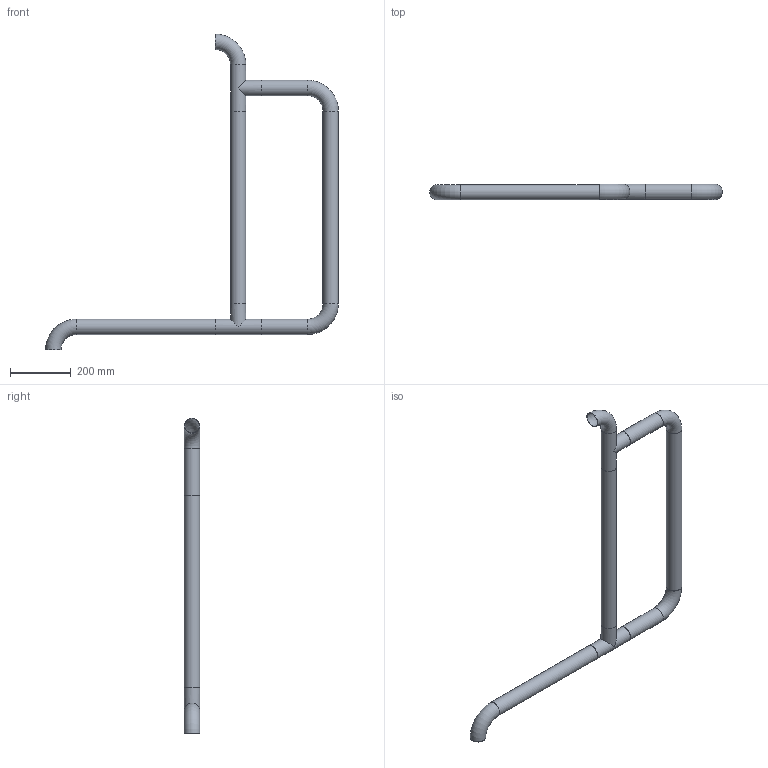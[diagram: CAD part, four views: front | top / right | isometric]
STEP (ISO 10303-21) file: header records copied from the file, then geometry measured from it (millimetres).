
FILE_DESCRIPTION(/* description */ ('Unknown'),/* implementation_level */ '2;1');
FILE_NAME(/* name */ 'Test SE Step',/* time_stamp */ '2019-10-01T09:25:56-04:00',/* author */ ('Unknown'),/* organization */ ('Unknown'),/* preprocessor_version */ 'ST-DEVELOPER v16.7',/* originating_system */ 'DEX',/* authorisation */ $);
FILE_SCHEMA (('AUTOMOTIVE_DESIGN {1 0 10303 214 3 1 1}'));
Length unit declared in the file: millimetre
Products named in the file (8): Asm1; 2WCL-2.0-316-7-01; B7WWW-2.0-304-7-01; RNT-304-2.000-0.065-WL-7_oa_0; RNT-304-2.000-0.065-WL-7_oa_1; RNT-304-2.000-0.065-WL-7_oa_2; RNT-304-2.000-0.065-WL-7_oa_3; RNT-304-2.000-0.065-WL-7_oa_4
Assembly tree (11 placements, depth 2):
  Asm1
    2WCL-2.0-316-7-01  x4
    B7WWW-2.0-304-7-01  x2
    RNT-304-2.000-0.065-WL-7_oa_0
    RNT-304-2.000-0.065-WL-7_oa_1
    RNT-304-2.000-0.065-WL-7_oa_2
    RNT-304-2.000-0.065-WL-7_oa_3
    RNT-304-2.000-0.065-WL-7_oa_4
Bounding box: 965.2 x 50.8 x 1041.4 mm (x, y, z)
Volume: 740804.5 mm3; surface area: 903504.7 mm2
Topology: 11 solids, 11 shells, 66 faces, 134 edges, 92 vertices
Faces by surface type: cylinder 34, plane 24, torus 8
Full cylindrical faces by diameter (mm): 47.498 x17, 50.8 x17
Entity records: 1004 total; most frequent: DIRECTION 170, CARTESIAN_POINT 123, AXIS2_PLACEMENT_3D 85, ORIENTED_EDGE 76, EDGE_LOOP 72, FACE_BOUND 72, EDGE_CURVE 38, VERTEX_POINT 38
